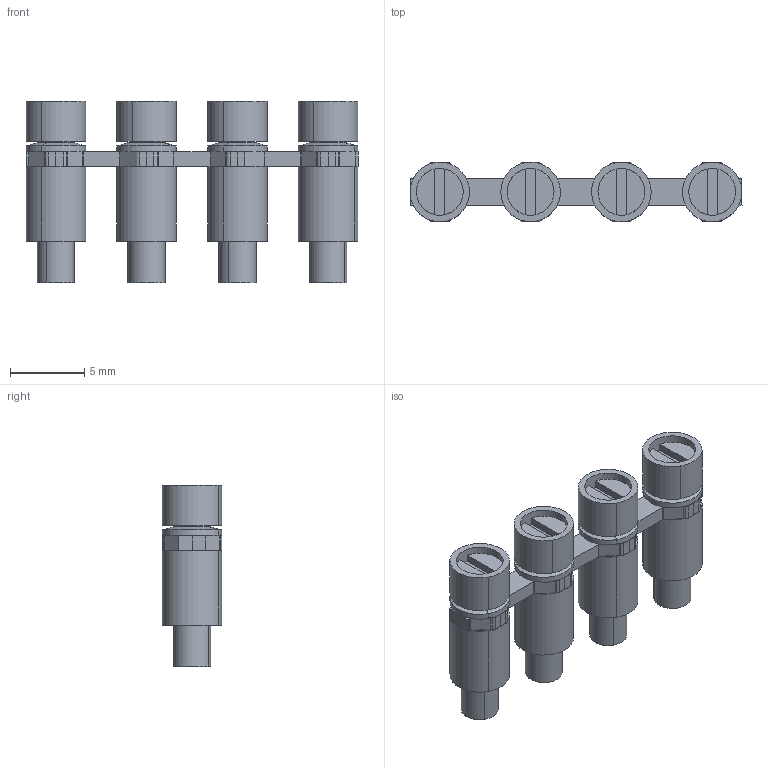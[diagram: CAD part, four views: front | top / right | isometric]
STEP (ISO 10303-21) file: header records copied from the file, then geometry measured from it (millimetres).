
FILE_DESCRIPTION(('CATIA V5 STEP Exchange','CAx-IF Rec.Pracs.--- Model Styling and Organization---1.4--- 2014-01-23'),'2;1');
FILE_NAME ('005515-5_0_1071700000_1071700000.stp','2021-05-11T04:22:54+00:00',('none'),('Weidmueller'),'CATIA Version 5-6 Release 2016 SP3 HF44','CATIA V5 STEP AP214','none');
FILE_SCHEMA(('AUTOMOTIVE_DESIGN { 1 0 10303 214 1 1 1 1 }'));
Length unit declared in the file: millimetre
Products named in the file (1): 1071700000
Bounding box: 22.3 x 4 x 12.2 mm (x, y, z)
Volume: 545.6 mm3; surface area: 1121.1 mm2
Topology: 13 solids, 13 shells, 228 faces, 540 edges, 358 vertices
Faces by surface type: plane 124, cylinder 88, cone 16
Entity records: 6114 total; most frequent: ORIENTED_EDGE 1080, CARTESIAN_POINT 1062, DIRECTION 866, EDGE_CURVE 540, AXIS2_PLACEMENT_3D 380, VERTEX_POINT 358, VECTOR 324, LINE 324
